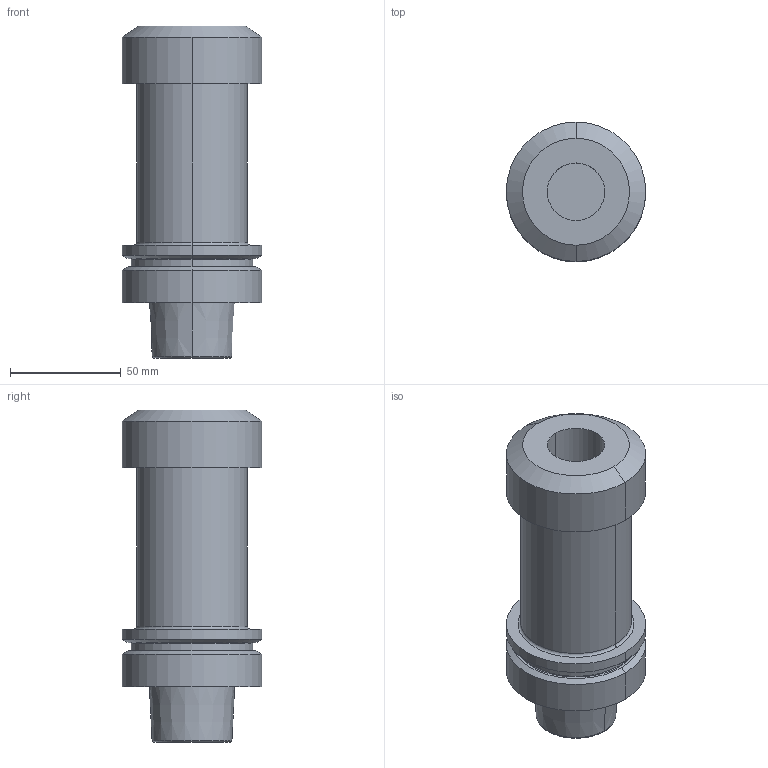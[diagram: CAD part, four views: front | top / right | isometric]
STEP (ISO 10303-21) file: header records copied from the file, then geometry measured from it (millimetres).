
FILE_DESCRIPTION (( 'STEP AP203' ), '1' );
FILE_NAME ('STP-SATE-30005+08662P.STEP', '2020-07-02T05:13:07', ( '' ), ( '' ), 'SwSTEP 2.0', 'SolidWorks 2017', '' );
FILE_SCHEMA (( 'CONFIG_CONTROL_DESIGN' ));
Length unit declared in the file: millimetre
Products named in the file (1): STP-SATE-30005+08662P
Bounding box: 63 x 63 x 150 mm (x, y, z)
Volume: 279045.2 mm3; surface area: 40425.8 mm2
Topology: 1 solids, 1 shells, 53 faces, 106 edges, 61 vertices
Faces by surface type: cylinder 20, cone 14, torus 10, plane 9
Entity records: 1445 total; most frequent: DIRECTION 282, CARTESIAN_POINT 219, ORIENTED_EDGE 208, AXIS2_PLACEMENT_3D 124, EDGE_CURVE 104, CIRCLE 70, EDGE_LOOP 61, VERTEX_POINT 61
